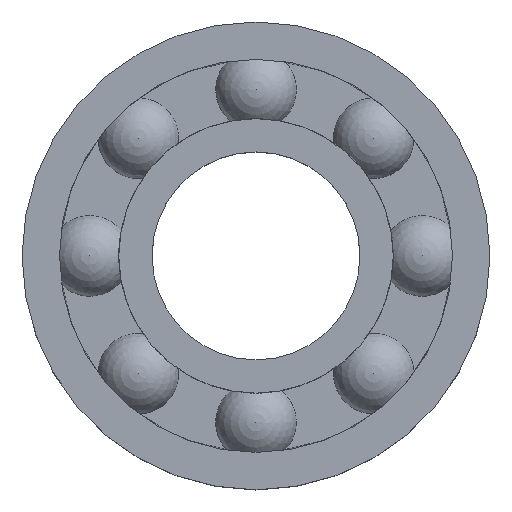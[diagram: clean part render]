
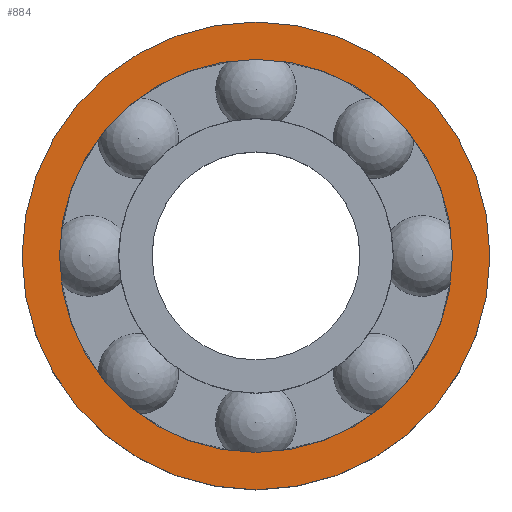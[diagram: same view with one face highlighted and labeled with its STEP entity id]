
A CAD part, top view. The second image highlights one B-rep face of the part: STEP entity #884.
In plain terms, the highlighted planar face has unit normal (0, 0, 1).
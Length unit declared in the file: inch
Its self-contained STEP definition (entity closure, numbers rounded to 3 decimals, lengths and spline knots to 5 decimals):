
#16=FACE_BOUND('',#138,.T.);
#36=PLANE('',#1041);
#94=FACE_OUTER_BOUND('',#137,.T.);
#137=EDGE_LOOP('',(#817));
#138=EDGE_LOOP('',(#818));
#198=CIRCLE('',#975,0.4725);
#246=CIRCLE('',#1042,0.5625);
#342=VERTEX_POINT('',#1809);
#390=VERTEX_POINT('',#2182);
#468=EDGE_CURVE('',#342,#342,#198,.T.);
#534=EDGE_CURVE('',#390,#390,#246,.T.);
#817=ORIENTED_EDGE('',*,*,#534,.T.);
#818=ORIENTED_EDGE('',*,*,#468,.T.);
#884=ADVANCED_FACE('',(#94,#16),#36,.T.);
#975=AXIS2_PLACEMENT_3D('',#1810,#1197,#1198);
#1041=AXIS2_PLACEMENT_3D('',#2181,#1331,#1332);
#1042=AXIS2_PLACEMENT_3D('',#2183,#1333,#1334);
#1197=DIRECTION('center_axis',(0.,0.,-1.));
#1198=DIRECTION('ref_axis',(1.,0.,0.));
#1331=DIRECTION('center_axis',(0.,0.,1.));
#1332=DIRECTION('ref_axis',(1.,0.,0.));
#1333=DIRECTION('center_axis',(0.,0.,1.));
#1334=DIRECTION('ref_axis',(1.,0.,0.));
#1809=CARTESIAN_POINT('',(-0.4725,0.,0.75));
#1810=CARTESIAN_POINT('Origin',(0.,0.,0.75));
#2181=CARTESIAN_POINT('Origin',(0.,0.,0.75));
#2182=CARTESIAN_POINT('',(-0.5625,0.,0.75));
#2183=CARTESIAN_POINT('Origin',(0.,0.,0.75));
